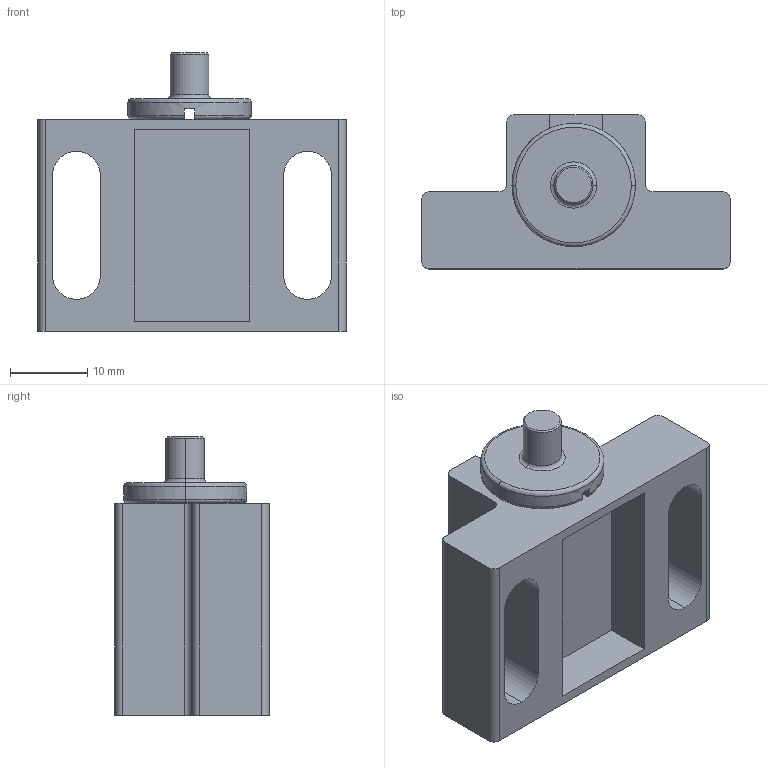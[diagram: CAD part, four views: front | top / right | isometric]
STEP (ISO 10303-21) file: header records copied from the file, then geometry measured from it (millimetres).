
FILE_DESCRIPTION (( 'STEP AP214' ), '1' );
FILE_NAME ('1.65.2101.STEP', '2024-10-11T19:00:32', ( '' ), ( '' ), 'SwSTEP 2.0', 'SolidWorks 2024', '' );
FILE_SCHEMA (( 'AUTOMOTIVE_DESIGN' ));
Length unit declared in the file: millimetre
Products named in the file (1): 1.65.2101
Bounding box: 40 x 20 x 36.15 mm (x, y, z)
Volume: 11868.6 mm3; surface area: 6119.9 mm2
Topology: 2 solids, 2 shells, 81 faces, 206 edges, 135 vertices
Faces by surface type: plane 54, cylinder 18, torus 7, cone 2
Entity records: 2490 total; most frequent: CARTESIAN_POINT 443, DIRECTION 420, ORIENTED_EDGE 412, EDGE_CURVE 206, LINE 148, VECTOR 148, AXIS2_PLACEMENT_3D 136, VERTEX_POINT 135
